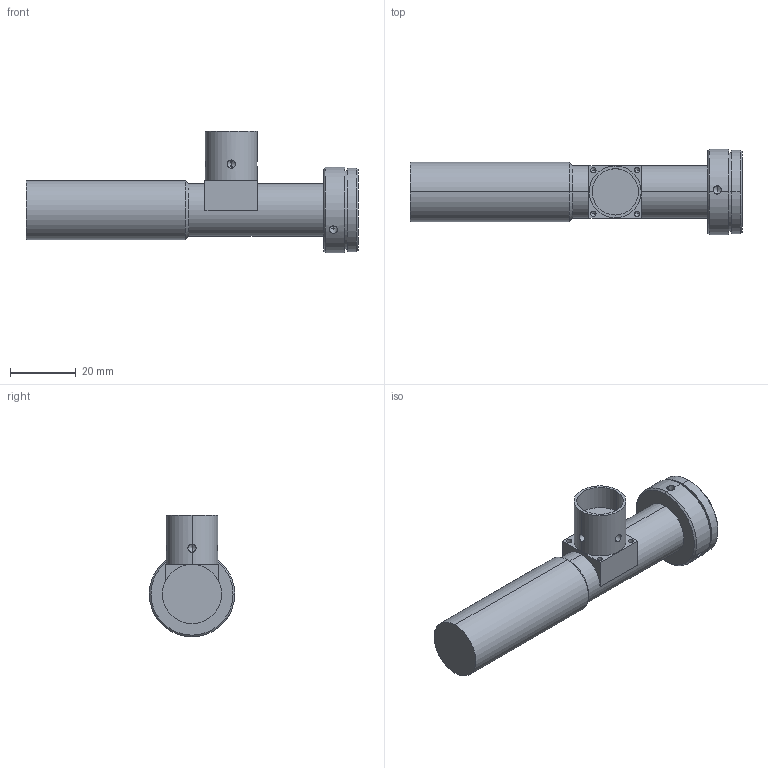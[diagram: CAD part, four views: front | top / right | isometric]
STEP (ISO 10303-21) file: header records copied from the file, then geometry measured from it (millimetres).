
FILE_DESCRIPTION (( 'STEP AP203' ), '1' );
FILE_NAME ('WWL08-130CT.STEP', '2018-03-20T06:53:18', ( '' ), ( '' ), 'SwSTEP 2.0', 'SolidWorks 2012', '' );
FILE_SCHEMA (( 'CONFIG_CONTROL_DESIGN' ));
Length unit declared in the file: millimetre
Products named in the file (1): WWL08-130CT
Bounding box: 101.1 x 26 x 37 mm (x, y, z)
Volume: 28550.4 mm3; surface area: 8490.5 mm2
Topology: 1 solids, 1 shells, 76 faces, 182 edges, 99 vertices
Faces by surface type: cylinder 36, cone 28, plane 12
Entity records: 2343 total; most frequent: CARTESIAN_POINT 608, DIRECTION 364, ORIENTED_EDGE 320, EDGE_CURVE 160, AXIS2_PLACEMENT_3D 143, VERTEX_POINT 99, EDGE_LOOP 89, VECTOR 78
